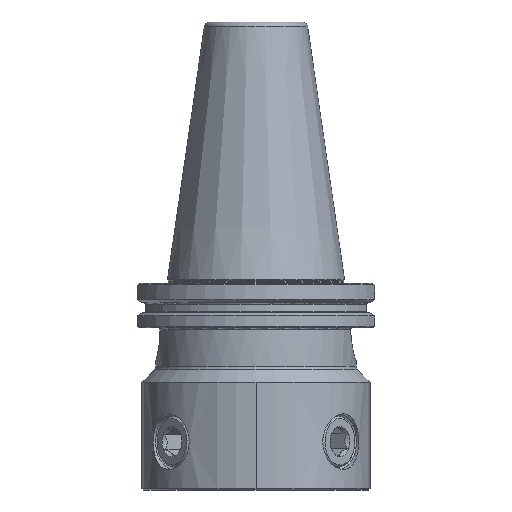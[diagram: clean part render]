
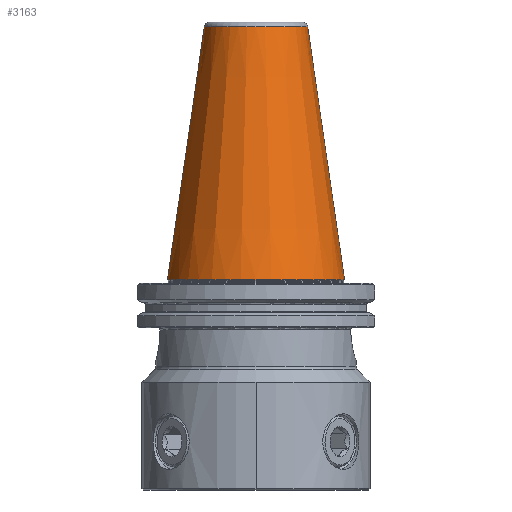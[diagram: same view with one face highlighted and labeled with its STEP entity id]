
A CAD part, front view. The second image highlights one B-rep face of the part: STEP entity #3163.
In plain terms, the highlighted conical face has half-angle 8.297 degrees and reference radius 20.389 mm.
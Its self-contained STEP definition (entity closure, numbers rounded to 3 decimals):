
#1929=EDGE_CURVE('NONE',#2007,#3209,#4774,.T.);
#2007=VERTEX_POINT('NONE',#4863);
#2091=VERTEX_POINT('NONE',#4958);
#2149=EDGE_CURVE('NONE',#2911,#2007,#5019,.T.);
#2331=EDGE_CURVE('NONE',#2091,#3209,#5226,.T.);
#2911=VERTEX_POINT('NONE',#5875);
#3163=ADVANCED_FACE('NONE',(#6156),#6157,.T.);
#3209=VERTEX_POINT('NONE',#6207);
#3685=EDGE_CURVE('NONE',#2911,#2091,#6732,.T.);
#4774=LINE('',#8386,#8387);
#4863=CARTESIAN_POINT('',(-20.389,0.,99.675));
#4958=CARTESIAN_POINT('',(34.925,0.,0.0));
#5019=CIRCLE('',#8726,20.389);
#5226=CIRCLE('',#9079,34.925);
#5875=CARTESIAN_POINT('',(20.389,0.,99.675));
#6156=FACE_OUTER_BOUND('',#10835,.T.);
#6157=CONICAL_SURFACE('',#10836,20.389,0.145);
#6207=CARTESIAN_POINT('',(-34.925,0.,0.0));
#6732=LINE('',#11820,#11821);
#8386=CARTESIAN_POINT('',(-20.389,0.,99.675));
#8387=VECTOR('',#13357,1000.0);
#8726=AXIS2_PLACEMENT_3D('',#13634,#13635,#13636);
#9079=AXIS2_PLACEMENT_3D('',#13912,#13913,#13914);
#10835=EDGE_LOOP('',(#15074,#15075,#15076,#15077));
#10836=AXIS2_PLACEMENT_3D('',#15078,#15079,#15080);
#11820=CARTESIAN_POINT('',(20.389,0.,99.675));
#11821=VECTOR('',#15693,1000.0);
#13357=DIRECTION('',(-0.144,0.,-0.99));
#13634=CARTESIAN_POINT('',(0.0,0.0,99.675));
#13635=DIRECTION('',(0.0,0.0,-1.0));
#13636=DIRECTION('',(1.0,0.,0.0));
#13912=CARTESIAN_POINT('',(0.0,0.0,0.0));
#13913=DIRECTION('',(0.0,0.0,-1.0));
#13914=DIRECTION('',(1.0,0.,0.0));
#15074=ORIENTED_EDGE('',*,*,#2149,.T.);
#15075=ORIENTED_EDGE('',*,*,#1929,.T.);
#15076=ORIENTED_EDGE('',*,*,#2331,.F.);
#15077=ORIENTED_EDGE('',*,*,#3685,.F.);
#15078=CARTESIAN_POINT('',(0.0,0.0,99.675));
#15079=DIRECTION('',(-0.0,-0.0,-1.0));
#15080=DIRECTION('',(1.0,0.,-0.0));
#15693=DIRECTION('',(0.144,0.,-0.99));
